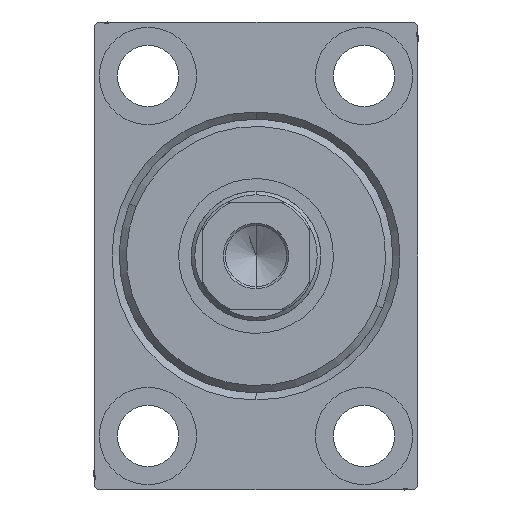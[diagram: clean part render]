
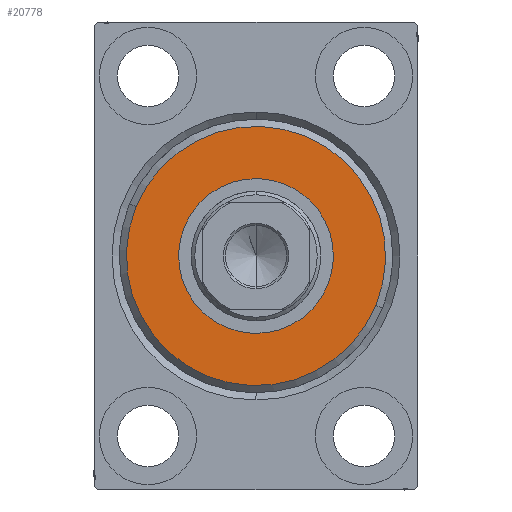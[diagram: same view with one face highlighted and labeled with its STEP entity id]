
A CAD part, left-side view. The second image highlights one B-rep face of the part: STEP entity #20778.
In plain terms, the highlighted face is planar.
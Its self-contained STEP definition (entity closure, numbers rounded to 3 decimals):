
#4219 = ORIENTED_EDGE ( 'NONE', *, *, #35981, .T. ) ;
#4628 = FACE_BOUND ( 'NONE', #8285, .T. ) ;
#4815 = DIRECTION ( 'NONE',  ( -1., 0., 0. ) ) ;
#5286 = DIRECTION ( 'NONE',  ( 0., 0., -1. ) ) ;
#5484 = EDGE_CURVE ( 'NONE', #39423, #19726, #23006, .T. ) ;
#5635 = CARTESIAN_POINT ( 'NONE',  ( 3., 0., 0. ) ) ;
#6541 = ORIENTED_EDGE ( 'NONE', *, *, #5484, .T. ) ;
#8285 = EDGE_LOOP ( 'NONE', ( #31827, #6541 ) ) ;
#9186 = EDGE_CURVE ( 'NONE', #19726, #39423, #14523, .T. ) ;
#14211 = EDGE_LOOP ( 'NONE', ( #39848, #4219 ) ) ;
#14263 = CIRCLE ( 'NONE', #19929, 18. ) ;
#14279 = VERTEX_POINT ( 'NONE', #37791 ) ;
#14523 = CIRCLE ( 'NONE', #42147, 10.75 ) ;
#16664 = CARTESIAN_POINT ( 'NONE',  ( 3., 0., 18. ) ) ;
#17473 = DIRECTION ( 'NONE',  ( 0., 0., -1. ) ) ;
#19147 = DIRECTION ( 'NONE',  ( -1., 0., 0. ) ) ;
#19726 = VERTEX_POINT ( 'NONE', #29705 ) ;
#19924 = CARTESIAN_POINT ( 'NONE',  ( 3., 0., 0. ) ) ;
#19929 = AXIS2_PLACEMENT_3D ( 'NONE', #38521, #30988, #17473 ) ;
#20778 = ADVANCED_FACE ( 'NONE', ( #35844, #4628 ), #42289, .T. ) ;
#21590 = AXIS2_PLACEMENT_3D ( 'NONE', #32696, #4815, #35807 ) ;
#22118 = DIRECTION ( 'NONE',  ( 1., 0., 0. ) ) ;
#23006 = CIRCLE ( 'NONE', #21590, 10.75 ) ;
#26031 = AXIS2_PLACEMENT_3D ( 'NONE', #42066, #22118, #5286 ) ;
#26974 = CIRCLE ( 'NONE', #31210, 18. ) ;
#29705 = CARTESIAN_POINT ( 'NONE',  ( 3., 0., 10.75 ) ) ;
#30988 = DIRECTION ( 'NONE',  ( 1., 0., 0. ) ) ;
#31210 = AXIS2_PLACEMENT_3D ( 'NONE', #19924, #40085, #33213 ) ;
#31827 = ORIENTED_EDGE ( 'NONE', *, *, #9186, .T. ) ;
#32655 = DIRECTION ( 'NONE',  ( 0., 0., -1. ) ) ;
#32696 = CARTESIAN_POINT ( 'NONE',  ( 3., 0., 0. ) ) ;
#33213 = DIRECTION ( 'NONE',  ( 0., 0., -1. ) ) ;
#34462 = EDGE_CURVE ( 'NONE', #39624, #14279, #26974, .T. ) ;
#35807 = DIRECTION ( 'NONE',  ( 0., 0., -1. ) ) ;
#35844 = FACE_OUTER_BOUND ( 'NONE', #14211, .T. ) ;
#35981 = EDGE_CURVE ( 'NONE', #14279, #39624, #14263, .T. ) ;
#37791 = CARTESIAN_POINT ( 'NONE',  ( 3., 0., -18. ) ) ;
#38521 = CARTESIAN_POINT ( 'NONE',  ( 3., 0., 0. ) ) ;
#38730 = CARTESIAN_POINT ( 'NONE',  ( 3., 0., -10.75 ) ) ;
#39423 = VERTEX_POINT ( 'NONE', #38730 ) ;
#39624 = VERTEX_POINT ( 'NONE', #16664 ) ;
#39848 = ORIENTED_EDGE ( 'NONE', *, *, #34462, .T. ) ;
#40085 = DIRECTION ( 'NONE',  ( 1., 0., 0. ) ) ;
#42066 = CARTESIAN_POINT ( 'NONE',  ( 3., 0., 0. ) ) ;
#42147 = AXIS2_PLACEMENT_3D ( 'NONE', #5635, #19147, #32655 ) ;
#42289 = PLANE ( 'NONE',  #26031 ) ;
